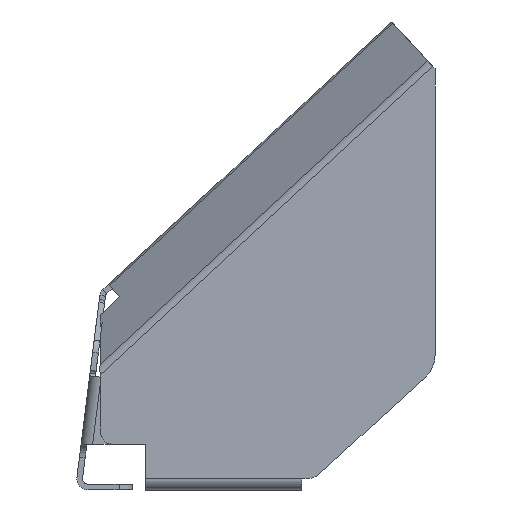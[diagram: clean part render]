
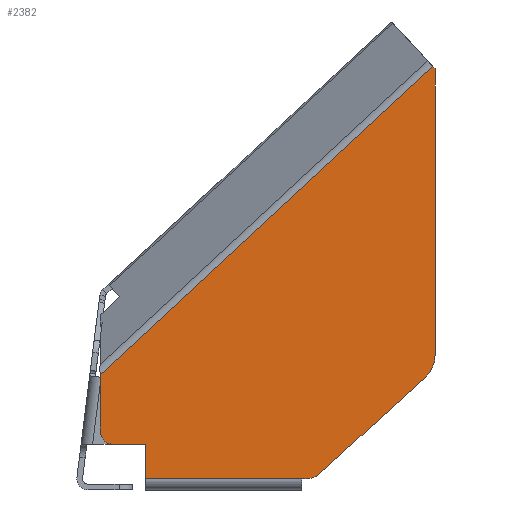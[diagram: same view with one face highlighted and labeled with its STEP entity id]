
A CAD part, left-side view. The second image highlights one B-rep face of the part: STEP entity #2382.
In plain terms, the highlighted planar face has unit normal (-1, 0, 0).
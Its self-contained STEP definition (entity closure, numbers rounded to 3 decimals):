
#1=CARTESIAN_POINT('',(-82.5,-183.4,-36.5));
#2=DIRECTION('',(-1.,0.,0.));
#3=DIRECTION('',(0.,1.,0.));
#4=AXIS2_PLACEMENT_3D('',#1,#2,#3);
#6=DIRECTION('',(0.,-0.733,0.68));
#7=VECTOR('',#6,119.174);
#8=CARTESIAN_POINT('',(-82.5,-179.9,-21.728));
#9=LINE('',#8,#7);
#10=DIRECTION('',(0.,-0.68,-0.733));
#11=VECTOR('',#10,0.89);
#12=CARTESIAN_POINT('',(-82.5,-267.295,59.296));
#13=LINE('',#12,#11);
#14=DIRECTION('',(0.,0.,-1.));
#15=VECTOR('',#14,75.117);
#16=CARTESIAN_POINT('',(-82.5,-267.9,58.643));
#17=LINE('',#16,#15);
#18=CARTESIAN_POINT('',(-82.5,-259.9,-16.475));
#19=DIRECTION('',(1.,0.,0.));
#20=DIRECTION('',(0.,-1.,0.));
#21=AXIS2_PLACEMENT_3D('',#18,#19,#20);
#23=DIRECTION('',(0.,0.738,-0.675));
#24=VECTOR('',#23,37.511);
#25=CARTESIAN_POINT('',(-82.5,-265.298,-22.379));
#26=LINE('',#25,#24);
#27=CARTESIAN_POINT('',(-82.5,-234.24,-44.));
#28=DIRECTION('',(1.,0.,0.));
#29=DIRECTION('',(0.,-0.675,-0.738));
#30=AXIS2_PLACEMENT_3D('',#27,#28,#29);
#32=DIRECTION('',(0.,1.,0.));
#33=VECTOR('',#32,1.34);
#34=CARTESIAN_POINT('',(-82.5,-234.24,-49.));
#35=LINE('',#34,#33);
#36=DIRECTION('',(0.,0.,1.));
#37=VECTOR('',#36,9.);
#38=CARTESIAN_POINT('',(-82.5,-191.9,-49.));
#39=LINE('',#38,#37);
#40=DIRECTION('',(0.,-1.,0.));
#41=VECTOR('',#40,8.5);
#42=CARTESIAN_POINT('',(-82.5,-183.4,-40.));
#43=LINE('',#42,#41);
#1113=DIRECTION('',(0.,-1.,0.));
#1114=VECTOR('',#1113,41.);
#1115=CARTESIAN_POINT('',(-82.5,-191.9,-49.));
#1116=LINE('',#1115,#1114);
#1339=DIRECTION('',(0.,0.,-1.));
#1340=VECTOR('',#1339,14.772);
#1341=CARTESIAN_POINT('',(-82.5,-179.9,-21.728));
#1342=LINE('',#1341,#1340);
#1845=CARTESIAN_POINT('',(-82.5,-237.614,-47.69));
#1846=CARTESIAN_POINT('',(-82.5,-234.24,-49.));
#1847=VERTEX_POINT('',#1845);
#1848=VERTEX_POINT('',#1846);
#1849=CARTESIAN_POINT('',(-82.5,-232.9,-49.));
#1850=VERTEX_POINT('',#1849);
#1851=CARTESIAN_POINT('',(-82.5,-179.9,-21.728));
#1852=CARTESIAN_POINT('',(-82.5,-267.295,59.296));
#1853=VERTEX_POINT('',#1851);
#1854=VERTEX_POINT('',#1852);
#1855=CARTESIAN_POINT('',(-82.5,-267.9,58.643));
#1856=VERTEX_POINT('',#1855);
#1857=CARTESIAN_POINT('',(-82.5,-267.9,-16.475));
#1858=VERTEX_POINT('',#1857);
#1859=CARTESIAN_POINT('',(-82.5,-265.298,-22.379));
#1860=VERTEX_POINT('',#1859);
#2247=CARTESIAN_POINT('',(-82.5,-191.9,-49.));
#2248=CARTESIAN_POINT('',(-82.5,-191.9,-40.));
#2249=VERTEX_POINT('',#2247);
#2250=VERTEX_POINT('',#2248);
#2311=CARTESIAN_POINT('',(-82.5,-179.9,-36.5));
#2312=CARTESIAN_POINT('',(-82.5,-183.4,-40.));
#2313=VERTEX_POINT('',#2311);
#2314=VERTEX_POINT('',#2312);
#2351=CARTESIAN_POINT('',(-82.5,-223.9,-64.604));
#2352=DIRECTION('',(-1.,0.,0.));
#2353=DIRECTION('',(0.,0.,1.));
#2354=AXIS2_PLACEMENT_3D('',#2351,#2352,#2353);
#2355=PLANE('',#2354);
#2357=ORIENTED_EDGE('',*,*,#2356,.F.);
#2359=ORIENTED_EDGE('',*,*,#2358,.F.);
#2361=ORIENTED_EDGE('',*,*,#2360,.T.);
#2363=ORIENTED_EDGE('',*,*,#2362,.T.);
#2365=ORIENTED_EDGE('',*,*,#2364,.T.);
#2367=ORIENTED_EDGE('',*,*,#2366,.T.);
#2369=ORIENTED_EDGE('',*,*,#2368,.T.);
#2371=ORIENTED_EDGE('',*,*,#2370,.T.);
#2373=ORIENTED_EDGE('',*,*,#2372,.T.);
#2375=ORIENTED_EDGE('',*,*,#2374,.F.);
#2377=ORIENTED_EDGE('',*,*,#2376,.T.);
#2379=ORIENTED_EDGE('',*,*,#2378,.F.);
#2380=EDGE_LOOP('',(#2357,#2359,#2361,#2363,#2365,#2367,#2369,#2371,#2373,#2375,
#2377,#2379));
#2381=FACE_OUTER_BOUND('',#2380,.F.);
#2382=ADVANCED_FACE('',(#2381),#2355,.T.);
#5=CIRCLE('',#4,3.5);
#22=CIRCLE('',#21,8.);
#31=CIRCLE('',#30,5.);
#2356=EDGE_CURVE('',#2313,#2314,#5,.T.);
#2358=EDGE_CURVE('',#1853,#2313,#1342,.T.);
#2360=EDGE_CURVE('',#1853,#1854,#9,.T.);
#2362=EDGE_CURVE('',#1854,#1856,#13,.T.);
#2364=EDGE_CURVE('',#1856,#1858,#17,.T.);
#2366=EDGE_CURVE('',#1858,#1860,#22,.T.);
#2368=EDGE_CURVE('',#1860,#1847,#26,.T.);
#2370=EDGE_CURVE('',#1847,#1848,#31,.T.);
#2372=EDGE_CURVE('',#1848,#1850,#35,.T.);
#2374=EDGE_CURVE('',#2249,#1850,#1116,.T.);
#2376=EDGE_CURVE('',#2249,#2250,#39,.T.);
#2378=EDGE_CURVE('',#2314,#2250,#43,.T.);
